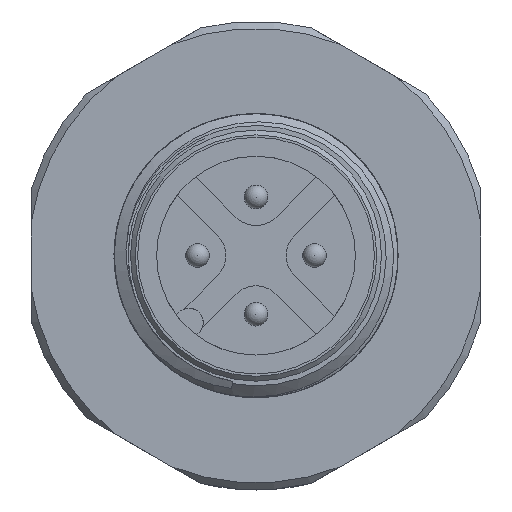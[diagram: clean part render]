
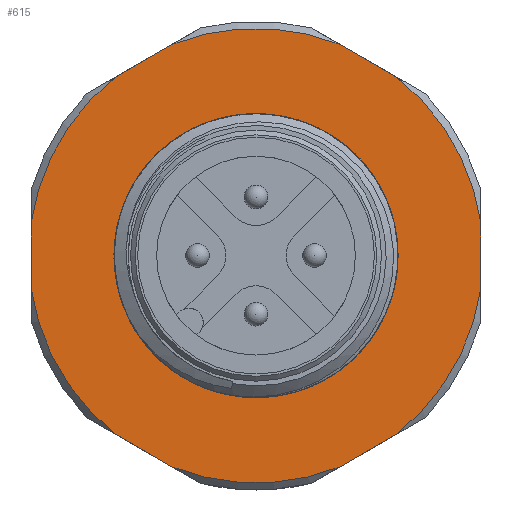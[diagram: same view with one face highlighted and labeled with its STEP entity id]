
A CAD part, left-side view. The second image highlights one B-rep face of the part: STEP entity #615.
In plain terms, the highlighted planar face has unit normal (-1, 0, 0).
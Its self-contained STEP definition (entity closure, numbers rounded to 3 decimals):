
#374=LINE('',#4651,#485);
#375=LINE('',#4656,#486);
#376=LINE('',#4660,#487);
#377=LINE('',#4664,#488);
#378=LINE('',#4668,#489);
#379=LINE('',#4672,#490);
#485=VECTOR('',#2762,1.);
#486=VECTOR('',#2765,1.);
#487=VECTOR('',#2768,1.);
#488=VECTOR('',#2771,1.);
#489=VECTOR('',#2774,1.);
#490=VECTOR('',#2777,1.);
#615=ADVANCED_FACE('',(#811,#812),#740,.T.);
#740=PLANE('',#2444);
#811=FACE_BOUND('',#906,.T.);
#812=FACE_BOUND('',#907,.T.);
#906=EDGE_LOOP('',(#1132,#1133,#1134,#1135,#1136,#1137,#1138,#1139,#1140,
#1141,#1142,#1143));
#907=EDGE_LOOP('',(#1144));
#1132=ORIENTED_EDGE('',*,*,#1974,.F.);
#1133=ORIENTED_EDGE('',*,*,#1975,.T.);
#1134=ORIENTED_EDGE('',*,*,#1976,.F.);
#1135=ORIENTED_EDGE('',*,*,#1977,.T.);
#1136=ORIENTED_EDGE('',*,*,#1978,.F.);
#1137=ORIENTED_EDGE('',*,*,#1979,.T.);
#1138=ORIENTED_EDGE('',*,*,#1980,.F.);
#1139=ORIENTED_EDGE('',*,*,#1981,.T.);
#1140=ORIENTED_EDGE('',*,*,#1982,.F.);
#1141=ORIENTED_EDGE('',*,*,#1983,.T.);
#1142=ORIENTED_EDGE('',*,*,#1984,.F.);
#1143=ORIENTED_EDGE('',*,*,#1985,.T.);
#1144=ORIENTED_EDGE('',*,*,#1973,.F.);
#1735=VERTEX_POINT('',#4649);
#1736=VERTEX_POINT('',#4652);
#1737=VERTEX_POINT('',#4653);
#1738=VERTEX_POINT('',#4655);
#1739=VERTEX_POINT('',#4657);
#1740=VERTEX_POINT('',#4659);
#1741=VERTEX_POINT('',#4661);
#1742=VERTEX_POINT('',#4663);
#1743=VERTEX_POINT('',#4665);
#1744=VERTEX_POINT('',#4667);
#1745=VERTEX_POINT('',#4669);
#1746=VERTEX_POINT('',#4671);
#1747=VERTEX_POINT('',#4673);
#1973=EDGE_CURVE('',#1735,#1735,#2278,.T.);
#1974=EDGE_CURVE('',#1736,#1737,#374,.T.);
#1975=EDGE_CURVE('',#1736,#1738,#2279,.T.);
#1976=EDGE_CURVE('',#1739,#1738,#375,.T.);
#1977=EDGE_CURVE('',#1739,#1740,#2280,.T.);
#1978=EDGE_CURVE('',#1741,#1740,#376,.T.);
#1979=EDGE_CURVE('',#1741,#1742,#2281,.T.);
#1980=EDGE_CURVE('',#1743,#1742,#377,.T.);
#1981=EDGE_CURVE('',#1743,#1744,#2282,.T.);
#1982=EDGE_CURVE('',#1745,#1744,#378,.T.);
#1983=EDGE_CURVE('',#1745,#1746,#2283,.T.);
#1984=EDGE_CURVE('',#1747,#1746,#379,.T.);
#1985=EDGE_CURVE('',#1747,#1737,#2284,.T.);
#2278=CIRCLE('',#2436,5.3);
#2279=CIRCLE('',#2438,9.6);
#2280=CIRCLE('',#2439,9.6);
#2281=CIRCLE('',#2440,9.6);
#2282=CIRCLE('',#2441,9.6);
#2283=CIRCLE('',#2442,9.6);
#2284=CIRCLE('',#2443,9.6);
#2436=AXIS2_PLACEMENT_3D('',#4648,#2758,#2759);
#2438=AXIS2_PLACEMENT_3D('',#4654,#2763,#2764);
#2439=AXIS2_PLACEMENT_3D('',#4658,#2766,#2767);
#2440=AXIS2_PLACEMENT_3D('',#4662,#2769,#2770);
#2441=AXIS2_PLACEMENT_3D('',#4666,#2772,#2773);
#2442=AXIS2_PLACEMENT_3D('',#4670,#2775,#2776);
#2443=AXIS2_PLACEMENT_3D('',#4674,#2778,#2779);
#2444=AXIS2_PLACEMENT_3D('',#4675,#2780,#2781);
#2758=DIRECTION('',(-1.,0.,0.));
#2759=DIRECTION('',(0.,0.,-1.));
#2762=DIRECTION('',(0.,0.,-1.));
#2763=DIRECTION('',(-1.,0.,0.));
#2764=DIRECTION('',(0.,0.,1.));
#2765=DIRECTION('',(0.,-0.866,-0.5));
#2766=DIRECTION('',(-1.,0.,0.));
#2767=DIRECTION('',(0.,0.,1.));
#2768=DIRECTION('',(0.,-0.866,0.5));
#2769=DIRECTION('',(-1.,0.,0.));
#2770=DIRECTION('',(0.,0.,1.));
#2771=DIRECTION('',(0.,0.,1.));
#2772=DIRECTION('',(-1.,0.,0.));
#2773=DIRECTION('',(0.,0.,1.));
#2774=DIRECTION('',(0.,0.866,0.5));
#2775=DIRECTION('',(-1.,0.,0.));
#2776=DIRECTION('',(0.,0.,1.));
#2777=DIRECTION('',(0.,0.866,-0.5));
#2778=DIRECTION('',(-1.,0.,0.));
#2779=DIRECTION('',(0.,0.,1.));
#2780=DIRECTION('',(-1.,0.,0.));
#2781=DIRECTION('',(0.,0.,1.));
#4648=CARTESIAN_POINT('',(9.8,0.,0.));
#4649=CARTESIAN_POINT('',(9.8,0.,-5.3));
#4651=CARTESIAN_POINT('',(9.8,-9.5,-5.485));
#4652=CARTESIAN_POINT('',(9.8,-9.5,1.382));
#4653=CARTESIAN_POINT('',(9.8,-9.5,-1.382));
#4654=CARTESIAN_POINT('',(9.8,0.,0.));
#4655=CARTESIAN_POINT('',(9.8,-5.947,7.536));
#4656=CARTESIAN_POINT('',(9.8,-9.5,5.485));
#4657=CARTESIAN_POINT('',(9.8,-3.553,8.918));
#4658=CARTESIAN_POINT('',(9.8,0.,0.));
#4659=CARTESIAN_POINT('',(9.8,3.553,8.918));
#4660=CARTESIAN_POINT('',(9.8,0.,10.97));
#4661=CARTESIAN_POINT('',(9.8,5.947,7.536));
#4662=CARTESIAN_POINT('',(9.8,0.,0.));
#4663=CARTESIAN_POINT('',(9.8,9.5,1.382));
#4664=CARTESIAN_POINT('',(9.8,9.5,5.485));
#4665=CARTESIAN_POINT('',(9.8,9.5,-1.382));
#4666=CARTESIAN_POINT('',(9.8,0.,0.));
#4667=CARTESIAN_POINT('',(9.8,5.947,-7.536));
#4668=CARTESIAN_POINT('',(9.8,9.5,-5.485));
#4669=CARTESIAN_POINT('',(9.8,3.553,-8.918));
#4670=CARTESIAN_POINT('',(9.8,0.,0.));
#4671=CARTESIAN_POINT('',(9.8,-3.553,-8.918));
#4672=CARTESIAN_POINT('',(9.8,0.,-10.97));
#4673=CARTESIAN_POINT('',(9.8,-5.947,-7.536));
#4674=CARTESIAN_POINT('',(9.8,0.,0.));
#4675=CARTESIAN_POINT('',(9.8,0.,0.));
